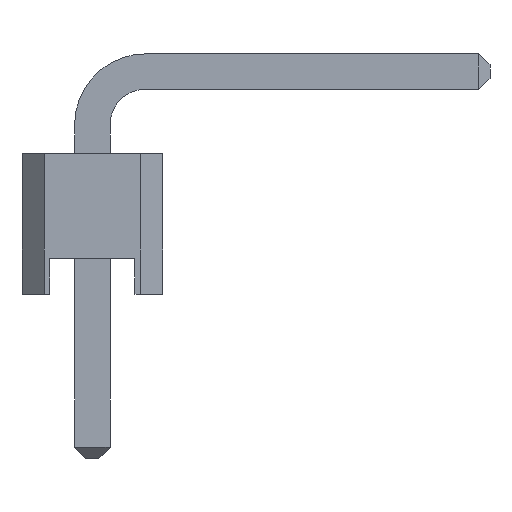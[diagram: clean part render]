
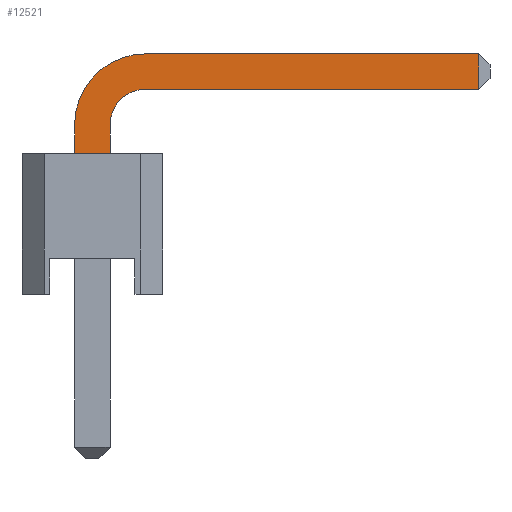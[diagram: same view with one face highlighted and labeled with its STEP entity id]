
A CAD part, front view. The second image highlights one B-rep face of the part: STEP entity #12521.
In plain terms, the highlighted planar face has unit normal (0, -1, 0).
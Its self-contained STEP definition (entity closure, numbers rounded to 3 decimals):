
#11426 = PLANE('',#11427);
#11427 = AXIS2_PLACEMENT_3D('',#11428,#11429,#11430);
#11428 = CARTESIAN_POINT('',(-1.27,1.27,5.5));
#11429 = DIRECTION('',(0.,0.,1.));
#11430 = DIRECTION('',(1.,0.,0.));
#12187 = EDGE_CURVE('',#12188,#12190,#12192,.T.);
#12188 = VERTEX_POINT('',#12189);
#12189 = CARTESIAN_POINT('',(0.32,-0.32,5.5));
#12190 = VERTEX_POINT('',#12191);
#12191 = CARTESIAN_POINT('',(-0.32,-0.32,5.5));
#12192 = SURFACE_CURVE('',#12193,(#12197,#12203),.PCURVE_S1.);
#12193 = LINE('',#12194,#12195);
#12194 = CARTESIAN_POINT('',(-0.795,-0.32,5.5));
#12195 = VECTOR('',#12196,1.);
#12196 = DIRECTION('',(-1.,0.,0.));
#12197 = PCURVE('',#11426,#12198);
#12198 = DEFINITIONAL_REPRESENTATION('',(#12199),#12202);
#12199 = B_SPLINE_CURVE_WITH_KNOTS('',1,(#12200,#12201),.UNSPECIFIED.,
  .F.,.F.,(2,2),(-1.179,-0.411),.PIECEWISE_BEZIER_KNOTS.);
#12200 = CARTESIAN_POINT('',(1.654,-1.59));
#12201 = CARTESIAN_POINT('',(0.886,-1.59));
#12202 = ( GEOMETRIC_REPRESENTATION_CONTEXT(2) 
PARAMETRIC_REPRESENTATION_CONTEXT() REPRESENTATION_CONTEXT('2D SPACE',''
  ) );
#12203 = PCURVE('',#12204,#12209);
#12204 = PLANE('',#12205);
#12205 = AXIS2_PLACEMENT_3D('',#12206,#12207,#12208);
#12206 = CARTESIAN_POINT('',(1.887,-0.32,5.194));
#12207 = DIRECTION('',(0.,1.,0.));
#12208 = DIRECTION('',(0.,0.,1.));
#12209 = DEFINITIONAL_REPRESENTATION('',(#12210),#12214);
#12210 = LINE('',#12211,#12212);
#12211 = CARTESIAN_POINT('',(0.307,-2.682));
#12212 = VECTOR('',#12213,1.);
#12213 = DIRECTION('',(0.,-1.));
#12214 = ( GEOMETRIC_REPRESENTATION_CONTEXT(2) 
PARAMETRIC_REPRESENTATION_CONTEXT() REPRESENTATION_CONTEXT('2D SPACE',''
  ) );
#12231 = PLANE('',#12232);
#12232 = AXIS2_PLACEMENT_3D('',#12233,#12234,#12235);
#12233 = CARTESIAN_POINT('',(-0.32,0.32,0.));
#12234 = DIRECTION('',(-1.,0.,0.));
#12235 = DIRECTION('',(0.,0.,1.));
#12283 = PLANE('',#12284);
#12284 = AXIS2_PLACEMENT_3D('',#12285,#12286,#12287);
#12285 = CARTESIAN_POINT('',(0.32,0.32,6.66));
#12286 = DIRECTION('',(1.,0.,0.));
#12287 = DIRECTION('',(0.,0.,-1.));
#12521 = ADVANCED_FACE('',(#12522),#12204,.F.);
#12522 = FACE_BOUND('',#12523,.F.);
#12523 = EDGE_LOOP('',(#12524,#12525,#12548,#12577,#12605,#12633,#12661,
    #12690));
#12524 = ORIENTED_EDGE('',*,*,#12187,.T.);
#12525 = ORIENTED_EDGE('',*,*,#12526,.T.);
#12526 = EDGE_CURVE('',#12190,#12527,#12529,.T.);
#12527 = VERTEX_POINT('',#12528);
#12528 = CARTESIAN_POINT('',(-0.32,-0.32,6.02));
#12529 = SURFACE_CURVE('',#12530,(#12534,#12541),.PCURVE_S1.);
#12530 = LINE('',#12531,#12532);
#12531 = CARTESIAN_POINT('',(-0.32,-0.32,0.));
#12532 = VECTOR('',#12533,1.);
#12533 = DIRECTION('',(0.,0.,1.));
#12534 = PCURVE('',#12204,#12535);
#12535 = DEFINITIONAL_REPRESENTATION('',(#12536),#12540);
#12536 = LINE('',#12537,#12538);
#12537 = CARTESIAN_POINT('',(-5.194,-2.207));
#12538 = VECTOR('',#12539,1.);
#12539 = DIRECTION('',(1.,-0.));
#12540 = ( GEOMETRIC_REPRESENTATION_CONTEXT(2) 
PARAMETRIC_REPRESENTATION_CONTEXT() REPRESENTATION_CONTEXT('2D SPACE',''
  ) );
#12541 = PCURVE('',#12231,#12542);
#12542 = DEFINITIONAL_REPRESENTATION('',(#12543),#12547);
#12543 = LINE('',#12544,#12545);
#12544 = CARTESIAN_POINT('',(0.,-0.64));
#12545 = VECTOR('',#12546,1.);
#12546 = DIRECTION('',(1.,0.));
#12547 = ( GEOMETRIC_REPRESENTATION_CONTEXT(2) 
PARAMETRIC_REPRESENTATION_CONTEXT() REPRESENTATION_CONTEXT('2D SPACE',''
  ) );
#12548 = ORIENTED_EDGE('',*,*,#12549,.T.);
#12549 = EDGE_CURVE('',#12527,#12550,#12552,.T.);
#12550 = VERTEX_POINT('',#12551);
#12551 = CARTESIAN_POINT('',(0.96,-0.32,7.3));
#12552 = SURFACE_CURVE('',#12553,(#12558,#12565),.PCURVE_S1.);
#12553 = CIRCLE('',#12554,1.28);
#12554 = AXIS2_PLACEMENT_3D('',#12555,#12556,#12557);
#12555 = CARTESIAN_POINT('',(0.96,-0.32,6.02));
#12556 = DIRECTION('',(0.,1.,0.));
#12557 = DIRECTION('',(0.,0.,-1.));
#12558 = PCURVE('',#12204,#12559);
#12559 = DEFINITIONAL_REPRESENTATION('',(#12560),#12564);
#12560 = CIRCLE('',#12561,1.28);
#12561 = AXIS2_PLACEMENT_2D('',#12562,#12563);
#12562 = CARTESIAN_POINT('',(0.827,-0.927));
#12563 = DIRECTION('',(-1.,0.));
#12564 = ( GEOMETRIC_REPRESENTATION_CONTEXT(2) 
PARAMETRIC_REPRESENTATION_CONTEXT() REPRESENTATION_CONTEXT('2D SPACE',''
  ) );
#12565 = PCURVE('',#12566,#12571);
#12566 = CYLINDRICAL_SURFACE('',#12567,1.28);
#12567 = AXIS2_PLACEMENT_3D('',#12568,#12569,#12570);
#12568 = CARTESIAN_POINT('',(0.96,0.32,6.02));
#12569 = DIRECTION('',(0.,-1.,0.));
#12570 = DIRECTION('',(-1.,0.,0.));
#12571 = DEFINITIONAL_REPRESENTATION('',(#12572),#12576);
#12572 = LINE('',#12573,#12574);
#12573 = CARTESIAN_POINT('',(1.571,0.64));
#12574 = VECTOR('',#12575,1.);
#12575 = DIRECTION('',(-1.,0.));
#12576 = ( GEOMETRIC_REPRESENTATION_CONTEXT(2) 
PARAMETRIC_REPRESENTATION_CONTEXT() REPRESENTATION_CONTEXT('2D SPACE',''
  ) );
#12577 = ORIENTED_EDGE('',*,*,#12578,.T.);
#12578 = EDGE_CURVE('',#12550,#12579,#12581,.T.);
#12579 = VERTEX_POINT('',#12580);
#12580 = CARTESIAN_POINT('',(6.98,-0.32,7.3));
#12581 = SURFACE_CURVE('',#12582,(#12586,#12593),.PCURVE_S1.);
#12582 = LINE('',#12583,#12584);
#12583 = CARTESIAN_POINT('',(-0.32,-0.32,7.3));
#12584 = VECTOR('',#12585,1.);
#12585 = DIRECTION('',(1.,0.,0.));
#12586 = PCURVE('',#12204,#12587);
#12587 = DEFINITIONAL_REPRESENTATION('',(#12588),#12592);
#12588 = LINE('',#12589,#12590);
#12589 = CARTESIAN_POINT('',(2.107,-2.207));
#12590 = VECTOR('',#12591,1.);
#12591 = DIRECTION('',(0.,1.));
#12592 = ( GEOMETRIC_REPRESENTATION_CONTEXT(2) 
PARAMETRIC_REPRESENTATION_CONTEXT() REPRESENTATION_CONTEXT('2D SPACE',''
  ) );
#12593 = PCURVE('',#12594,#12599);
#12594 = PLANE('',#12595);
#12595 = AXIS2_PLACEMENT_3D('',#12596,#12597,#12598);
#12596 = CARTESIAN_POINT('',(-0.32,0.32,7.3));
#12597 = DIRECTION('',(0.,0.,1.));
#12598 = DIRECTION('',(1.,0.,0.));
#12599 = DEFINITIONAL_REPRESENTATION('',(#12600),#12604);
#12600 = LINE('',#12601,#12602);
#12601 = CARTESIAN_POINT('',(0.,-0.64));
#12602 = VECTOR('',#12603,1.);
#12603 = DIRECTION('',(1.,0.));
#12604 = ( GEOMETRIC_REPRESENTATION_CONTEXT(2) 
PARAMETRIC_REPRESENTATION_CONTEXT() REPRESENTATION_CONTEXT('2D SPACE',''
  ) );
#12605 = ORIENTED_EDGE('',*,*,#12606,.T.);
#12606 = EDGE_CURVE('',#12579,#12607,#12609,.T.);
#12607 = VERTEX_POINT('',#12608);
#12608 = CARTESIAN_POINT('',(6.98,-0.32,6.66));
#12609 = SURFACE_CURVE('',#12610,(#12614,#12621),.PCURVE_S1.);
#12610 = LINE('',#12611,#12612);
#12611 = CARTESIAN_POINT('',(6.98,-0.32,7.1));
#12612 = VECTOR('',#12613,1.);
#12613 = DIRECTION('',(0.,0.,-1.));
#12614 = PCURVE('',#12204,#12615);
#12615 = DEFINITIONAL_REPRESENTATION('',(#12616),#12620);
#12616 = LINE('',#12617,#12618);
#12617 = CARTESIAN_POINT('',(1.907,5.094));
#12618 = VECTOR('',#12619,1.);
#12619 = DIRECTION('',(-1.,0.));
#12620 = ( GEOMETRIC_REPRESENTATION_CONTEXT(2) 
PARAMETRIC_REPRESENTATION_CONTEXT() REPRESENTATION_CONTEXT('2D SPACE',''
  ) );
#12621 = PCURVE('',#12622,#12627);
#12622 = PLANE('',#12623);
#12623 = AXIS2_PLACEMENT_3D('',#12624,#12625,#12626);
#12624 = CARTESIAN_POINT('',(7.08,-0.22,7.1));
#12625 = DIRECTION('',(-0.707,0.707,0.));
#12626 = DIRECTION('',(0.,0.,-1.));
#12627 = DEFINITIONAL_REPRESENTATION('',(#12628),#12632);
#12628 = LINE('',#12629,#12630);
#12629 = CARTESIAN_POINT('',(0.,0.141));
#12630 = VECTOR('',#12631,1.);
#12631 = DIRECTION('',(1.,0.));
#12632 = ( GEOMETRIC_REPRESENTATION_CONTEXT(2) 
PARAMETRIC_REPRESENTATION_CONTEXT() REPRESENTATION_CONTEXT('2D SPACE',''
  ) );
#12633 = ORIENTED_EDGE('',*,*,#12634,.T.);
#12634 = EDGE_CURVE('',#12607,#12635,#12637,.T.);
#12635 = VERTEX_POINT('',#12636);
#12636 = CARTESIAN_POINT('',(0.96,-0.32,6.66));
#12637 = SURFACE_CURVE('',#12638,(#12642,#12649),.PCURVE_S1.);
#12638 = LINE('',#12639,#12640);
#12639 = CARTESIAN_POINT('',(7.18,-0.32,6.66));
#12640 = VECTOR('',#12641,1.);
#12641 = DIRECTION('',(-1.,0.,0.));
#12642 = PCURVE('',#12204,#12643);
#12643 = DEFINITIONAL_REPRESENTATION('',(#12644),#12648);
#12644 = LINE('',#12645,#12646);
#12645 = CARTESIAN_POINT('',(1.467,5.294));
#12646 = VECTOR('',#12647,1.);
#12647 = DIRECTION('',(0.,-1.));
#12648 = ( GEOMETRIC_REPRESENTATION_CONTEXT(2) 
PARAMETRIC_REPRESENTATION_CONTEXT() REPRESENTATION_CONTEXT('2D SPACE',''
  ) );
#12649 = PCURVE('',#12650,#12655);
#12650 = PLANE('',#12651);
#12651 = AXIS2_PLACEMENT_3D('',#12652,#12653,#12654);
#12652 = CARTESIAN_POINT('',(7.18,0.32,6.66));
#12653 = DIRECTION('',(-0.,0.,-1.));
#12654 = DIRECTION('',(-1.,0.,0.));
#12655 = DEFINITIONAL_REPRESENTATION('',(#12656),#12660);
#12656 = LINE('',#12657,#12658);
#12657 = CARTESIAN_POINT('',(0.,-0.64));
#12658 = VECTOR('',#12659,1.);
#12659 = DIRECTION('',(1.,0.));
#12660 = ( GEOMETRIC_REPRESENTATION_CONTEXT(2) 
PARAMETRIC_REPRESENTATION_CONTEXT() REPRESENTATION_CONTEXT('2D SPACE',''
  ) );
#12661 = ORIENTED_EDGE('',*,*,#12662,.F.);
#12662 = EDGE_CURVE('',#12663,#12635,#12665,.T.);
#12663 = VERTEX_POINT('',#12664);
#12664 = CARTESIAN_POINT('',(0.32,-0.32,6.02));
#12665 = SURFACE_CURVE('',#12666,(#12671,#12678),.PCURVE_S1.);
#12666 = CIRCLE('',#12667,0.64);
#12667 = AXIS2_PLACEMENT_3D('',#12668,#12669,#12670);
#12668 = CARTESIAN_POINT('',(0.96,-0.32,6.02));
#12669 = DIRECTION('',(0.,1.,0.));
#12670 = DIRECTION('',(0.,0.,-1.));
#12671 = PCURVE('',#12204,#12672);
#12672 = DEFINITIONAL_REPRESENTATION('',(#12673),#12677);
#12673 = CIRCLE('',#12674,0.64);
#12674 = AXIS2_PLACEMENT_2D('',#12675,#12676);
#12675 = CARTESIAN_POINT('',(0.827,-0.927));
#12676 = DIRECTION('',(-1.,0.));
#12677 = ( GEOMETRIC_REPRESENTATION_CONTEXT(2) 
PARAMETRIC_REPRESENTATION_CONTEXT() REPRESENTATION_CONTEXT('2D SPACE',''
  ) );
#12678 = PCURVE('',#12679,#12684);
#12679 = CYLINDRICAL_SURFACE('',#12680,0.64);
#12680 = AXIS2_PLACEMENT_3D('',#12681,#12682,#12683);
#12681 = CARTESIAN_POINT('',(0.96,0.32,6.02));
#12682 = DIRECTION('',(0.,-1.,0.));
#12683 = DIRECTION('',(-1.,0.,0.));
#12684 = DEFINITIONAL_REPRESENTATION('',(#12685),#12689);
#12685 = LINE('',#12686,#12687);
#12686 = CARTESIAN_POINT('',(1.571,0.64));
#12687 = VECTOR('',#12688,1.);
#12688 = DIRECTION('',(-1.,0.));
#12689 = ( GEOMETRIC_REPRESENTATION_CONTEXT(2) 
PARAMETRIC_REPRESENTATION_CONTEXT() REPRESENTATION_CONTEXT('2D SPACE',''
  ) );
#12690 = ORIENTED_EDGE('',*,*,#12691,.T.);
#12691 = EDGE_CURVE('',#12663,#12188,#12692,.T.);
#12692 = SURFACE_CURVE('',#12693,(#12697,#12704),.PCURVE_S1.);
#12693 = LINE('',#12694,#12695);
#12694 = CARTESIAN_POINT('',(0.32,-0.32,6.66));
#12695 = VECTOR('',#12696,1.);
#12696 = DIRECTION('',(0.,0.,-1.));
#12697 = PCURVE('',#12204,#12698);
#12698 = DEFINITIONAL_REPRESENTATION('',(#12699),#12703);
#12699 = LINE('',#12700,#12701);
#12700 = CARTESIAN_POINT('',(1.467,-1.567));
#12701 = VECTOR('',#12702,1.);
#12702 = DIRECTION('',(-1.,0.));
#12703 = ( GEOMETRIC_REPRESENTATION_CONTEXT(2) 
PARAMETRIC_REPRESENTATION_CONTEXT() REPRESENTATION_CONTEXT('2D SPACE',''
  ) );
#12704 = PCURVE('',#12283,#12705);
#12705 = DEFINITIONAL_REPRESENTATION('',(#12706),#12710);
#12706 = LINE('',#12707,#12708);
#12707 = CARTESIAN_POINT('',(0.,-0.64));
#12708 = VECTOR('',#12709,1.);
#12709 = DIRECTION('',(1.,0.));
#12710 = ( GEOMETRIC_REPRESENTATION_CONTEXT(2) 
PARAMETRIC_REPRESENTATION_CONTEXT() REPRESENTATION_CONTEXT('2D SPACE',''
  ) );
